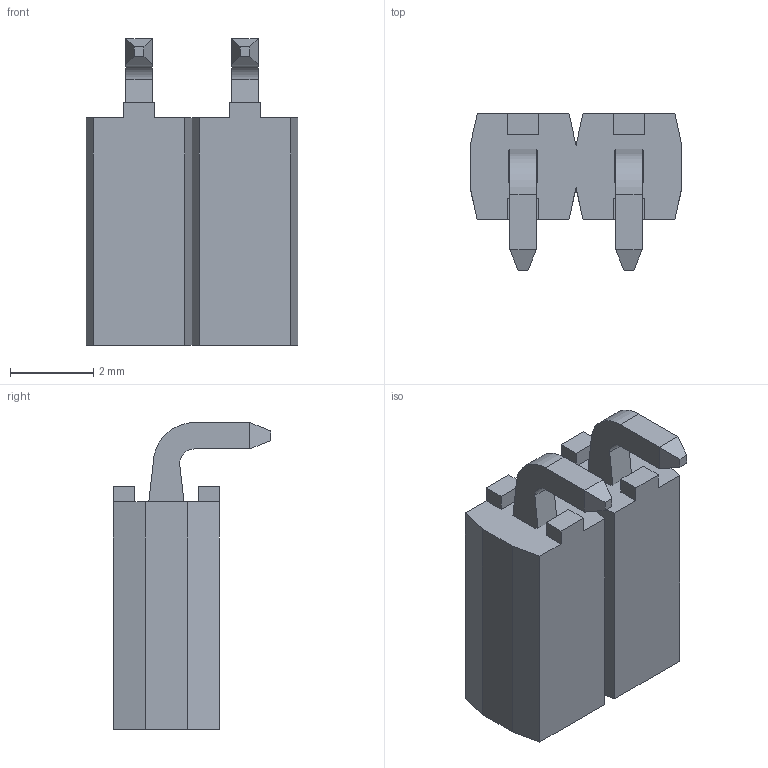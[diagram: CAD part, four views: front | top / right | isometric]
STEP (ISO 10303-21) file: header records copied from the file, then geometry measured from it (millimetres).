
FILE_DESCRIPTION(/* description */ ('STEP AP242','CAx-IF Rec.Pracs.---Representation and Presentation of Product Manufacturing Information (PMI)---4.0---2014-10-13','CAx-IF Rec.Pracs.---3D Tessellated Geometry---0.4---2014-09-14','2;1'),/* implementation_level */ '2;1');
FILE_NAME(/* name */ '689b6605ec13916d091d1883',/* time_stamp */ '2025-08-12T16:04:22Z',/* author */ (''),/* organization */ (''),/* preprocessor_version */ 'ST-DEVELOPER v20',/* originating_system */ 'ONSHAPE BY PTC INC, 1.202',/* authorisation */ ' ');
FILE_SCHEMA (('AP242_MANAGED_MODEL_BASED_3D_ENGINEERING_MIM_LF { 1 0 10303 442 1 1 4 }'));
Length unit declared in the file: metre
Products named in the file (2): SSA-102-W-T-RA_p; SSA-102-W-T-RA_t
Bounding box: 5.08 x 3.77 x 7.37 mm (x, y, z)
Volume: 58.3 mm3; surface area: 252.9 mm2
Topology: 2 solids, 2 shells, 186 faces, 526 edges, 344 vertices
Faces by surface type: plane 158, cylinder 28
Entity records: 5982 total; most frequent: CARTESIAN_POINT 1058, ORIENTED_EDGE 1052, DIRECTION 958, EDGE_CURVE 526, LINE 470, VECTOR 470, VERTEX_POINT 344, AXIS2_PLACEMENT_3D 244
